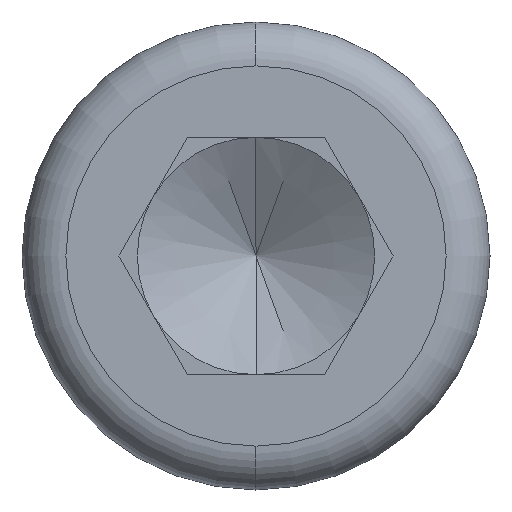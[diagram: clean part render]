
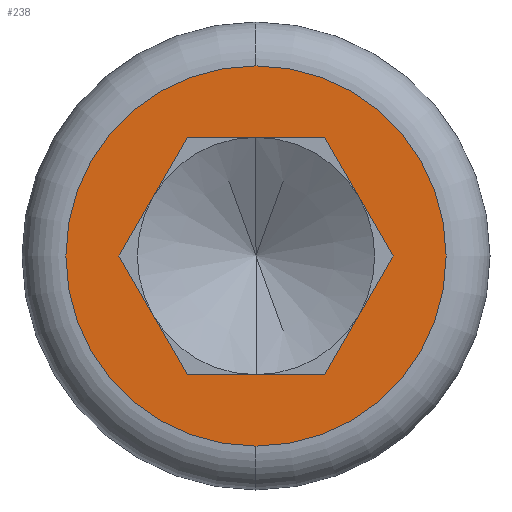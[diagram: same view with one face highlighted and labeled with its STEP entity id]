
A CAD part, left-side view. The second image highlights one B-rep face of the part: STEP entity #238.
In plain terms, the highlighted planar face has unit normal (-1, 0, 0).
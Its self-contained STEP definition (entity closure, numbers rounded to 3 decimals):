
#2 = ORIENTED_EDGE ( 'NONE', *, *, #66, .T. ) ;
#17 = AXIS2_PLACEMENT_3D ( 'NONE', #418, #590, #530 ) ;
#18 = CARTESIAN_POINT ( 'NONE',  ( 0., -2.343, 4.058 ) ) ;
#20 = ORIENTED_EDGE ( 'NONE', *, *, #226, .T. ) ;
#33 = VERTEX_POINT ( 'NONE', #450 ) ;
#66 = EDGE_CURVE ( 'NONE', #405, #305, #72, .T. ) ;
#68 = VECTOR ( 'NONE', #201, 1000. ) ;
#72 = LINE ( 'NONE', #18, #200 ) ;
#91 = PLANE ( 'NONE',  #236 ) ;
#96 = CARTESIAN_POINT ( 'NONE',  ( 0., 0., 0. ) ) ;
#122 = CARTESIAN_POINT ( 'NONE',  ( 0., 0., -6.5 ) ) ;
#140 = VECTOR ( 'NONE', #342, 1000. ) ;
#187 = DIRECTION ( 'NONE',  ( 0., -1., 0. ) ) ;
#199 = EDGE_LOOP ( 'NONE', ( #312, #20 ) ) ;
#200 = VECTOR ( 'NONE', #300, 1000. ) ;
#201 = DIRECTION ( 'NONE',  ( 0., 0.5, -0.866 ) ) ;
#204 = DIRECTION ( 'NONE',  ( 0., 0., 1. ) ) ;
#205 = CARTESIAN_POINT ( 'NONE',  ( 0., -4.685, 0. ) ) ;
#211 = DIRECTION ( 'NONE',  ( -1., 0., 0. ) ) ;
#222 = LINE ( 'NONE', #348, #140 ) ;
#226 = EDGE_CURVE ( 'NONE', #321, #379, #690, .T. ) ;
#229 = CARTESIAN_POINT ( 'NONE',  ( 0., 2.343, -4.058 ) ) ;
#236 = AXIS2_PLACEMENT_3D ( 'NONE', #96, #211, #204 ) ;
#238 = ADVANCED_FACE ( 'NONE', ( #502, #599 ), #91, .T. ) ;
#250 = CARTESIAN_POINT ( 'NONE',  ( 0., 4.685, 0. ) ) ;
#269 = VECTOR ( 'NONE', #187, 1000. ) ;
#271 = CARTESIAN_POINT ( 'NONE',  ( 0., 4.685, 0. ) ) ;
#278 = DIRECTION ( 'NONE',  ( -1., 0., 0. ) ) ;
#287 = DIRECTION ( 'NONE',  ( 0., 1., 0. ) ) ;
#300 = DIRECTION ( 'NONE',  ( 0., -0.5, -0.866 ) ) ;
#304 = CARTESIAN_POINT ( 'NONE',  ( 0., 2.343, 4.057 ) ) ;
#305 = VERTEX_POINT ( 'NONE', #374 ) ;
#312 = ORIENTED_EDGE ( 'NONE', *, *, #461, .T. ) ;
#321 = VERTEX_POINT ( 'NONE', #122 ) ;
#326 = VECTOR ( 'NONE', #355, 1000. ) ;
#338 = ORIENTED_EDGE ( 'NONE', *, *, #648, .T. ) ;
#342 = DIRECTION ( 'NONE',  ( 0., -0.5, 0.866 ) ) ;
#347 = ORIENTED_EDGE ( 'NONE', *, *, #503, .F. ) ;
#348 = CARTESIAN_POINT ( 'NONE',  ( 0., 4.685, 0. ) ) ;
#355 = DIRECTION ( 'NONE',  ( 0., -0.5, -0.866 ) ) ;
#364 = VECTOR ( 'NONE', #287, 1000. ) ;
#371 = EDGE_CURVE ( 'NONE', #405, #479, #735, .T. ) ;
#374 = CARTESIAN_POINT ( 'NONE',  ( 0., -4.685, 0. ) ) ;
#379 = VERTEX_POINT ( 'NONE', #394 ) ;
#383 = EDGE_CURVE ( 'NONE', #608, #479, #222, .T. ) ;
#394 = CARTESIAN_POINT ( 'NONE',  ( 0., 0., 6.5 ) ) ;
#405 = VERTEX_POINT ( 'NONE', #456 ) ;
#415 = VERTEX_POINT ( 'NONE', #229 ) ;
#418 = CARTESIAN_POINT ( 'NONE',  ( 0., 0., 0. ) ) ;
#444 = ORIENTED_EDGE ( 'NONE', *, *, #383, .T. ) ;
#450 = CARTESIAN_POINT ( 'NONE',  ( 0., -2.343, -4.057 ) ) ;
#456 = CARTESIAN_POINT ( 'NONE',  ( 0., -2.343, 4.058 ) ) ;
#461 = EDGE_CURVE ( 'NONE', #379, #321, #650, .T. ) ;
#476 = CARTESIAN_POINT ( 'NONE',  ( 0., 2.343, -4.058 ) ) ;
#479 = VERTEX_POINT ( 'NONE', #304 ) ;
#487 = EDGE_LOOP ( 'NONE', ( #444, #702, #2, #338, #621, #347 ) ) ;
#495 = EDGE_CURVE ( 'NONE', #415, #33, #534, .T. ) ;
#502 = FACE_BOUND ( 'NONE', #487, .T. ) ;
#503 = EDGE_CURVE ( 'NONE', #608, #415, #701, .T. ) ;
#523 = AXIS2_PLACEMENT_3D ( 'NONE', #609, #278, #718 ) ;
#530 = DIRECTION ( 'NONE',  ( 0., 0., 1. ) ) ;
#534 = LINE ( 'NONE', #476, #269 ) ;
#590 = DIRECTION ( 'NONE',  ( -1., 0., 0. ) ) ;
#599 = FACE_OUTER_BOUND ( 'NONE', #199, .T. ) ;
#608 = VERTEX_POINT ( 'NONE', #271 ) ;
#609 = CARTESIAN_POINT ( 'NONE',  ( 0., 0., 0. ) ) ;
#621 = ORIENTED_EDGE ( 'NONE', *, *, #495, .F. ) ;
#648 = EDGE_CURVE ( 'NONE', #305, #33, #711, .T. ) ;
#650 = CIRCLE ( 'NONE', #17, 6.5 ) ;
#690 = CIRCLE ( 'NONE', #523, 6.5 ) ;
#701 = LINE ( 'NONE', #250, #326 ) ;
#702 = ORIENTED_EDGE ( 'NONE', *, *, #371, .F. ) ;
#711 = LINE ( 'NONE', #205, #68 ) ;
#718 = DIRECTION ( 'NONE',  ( 0., 0., 1. ) ) ;
#735 = LINE ( 'NONE', #738, #364 ) ;
#738 = CARTESIAN_POINT ( 'NONE',  ( 0., -2.343, 4.058 ) ) ;
